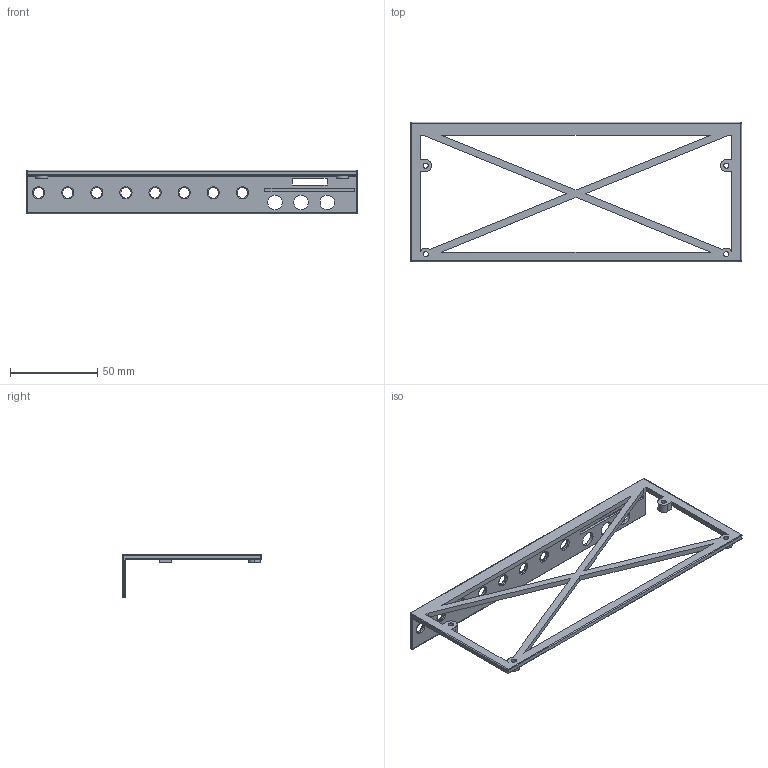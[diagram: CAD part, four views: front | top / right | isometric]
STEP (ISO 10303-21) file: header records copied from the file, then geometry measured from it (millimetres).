
FILE_DESCRIPTION (( 'STEP AP214' ), '1' );
FILE_NAME ('Prototyping bracket.STEP', '2025-02-13T19:55:26', ( '' ), ( '' ), 'SwSTEP 2.0', 'SolidWorks 2025', '' );
FILE_SCHEMA (( 'AUTOMOTIVE_DESIGN' ));
Length unit declared in the file: millimetre
Products named in the file (1): Prototyping bracket
Bounding box: 190 x 80 x 25 mm (x, y, z)
Volume: 21493.8 mm3; surface area: 22648.3 mm2
Topology: 1 solids, 1 shells, 139 faces, 352 edges, 210 vertices
Faces by surface type: cylinder 55, plane 44, torus 34, sphere 6
Entity records: 4239 total; most frequent: DIRECTION 794, CARTESIAN_POINT 708, ORIENTED_EDGE 692, EDGE_CURVE 346, AXIS2_PLACEMENT_3D 312, VERTEX_POINT 210, EDGE_LOOP 180, CIRCLE 172
